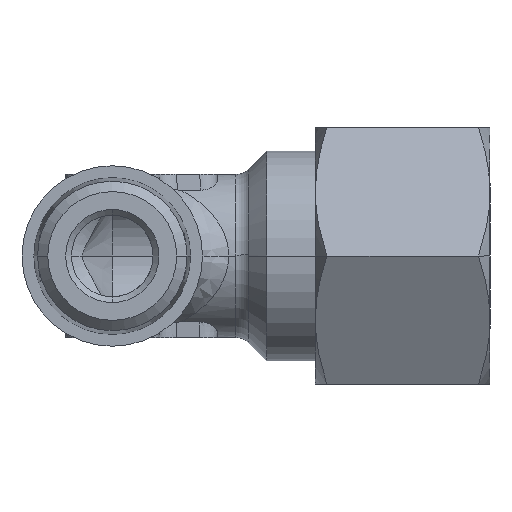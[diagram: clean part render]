
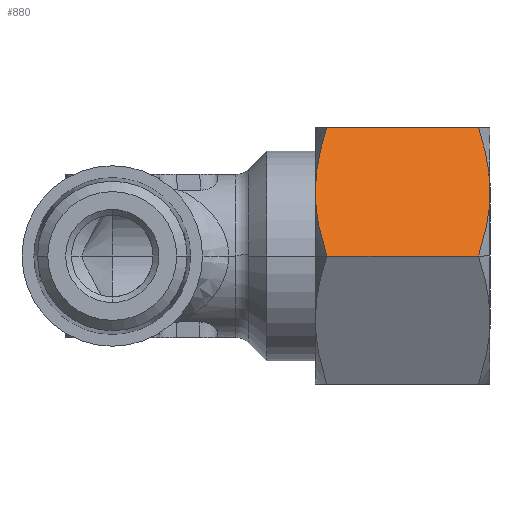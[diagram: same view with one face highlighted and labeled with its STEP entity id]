
A CAD part, front view. The second image highlights one B-rep face of the part: STEP entity #880.
In plain terms, the highlighted planar face has unit normal (0, -0.866, 0.5).
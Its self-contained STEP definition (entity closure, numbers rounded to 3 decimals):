
#880=ADVANCED_FACE('',(#1819),#1820,.T.);
#1819=FACE_OUTER_BOUND('',#3003,.T.);
#1820=PLANE('',#3004);
#3003=EDGE_LOOP('',(#5571,#5572,#5573,#5574,#5575,#5576));
#3004=AXIS2_PLACEMENT_3D('',#5577,#5578,#5579);
#5571=ORIENTED_EDGE('',*,*,#6921,.T.);
#5572=ORIENTED_EDGE('',*,*,#6716,.T.);
#5573=ORIENTED_EDGE('',*,*,#6571,.T.);
#5574=ORIENTED_EDGE('',*,*,#6946,.F.);
#5575=ORIENTED_EDGE('',*,*,#7138,.F.);
#5576=ORIENTED_EDGE('',*,*,#6324,.F.);
#5577=CARTESIAN_POINT('',(32.443,-12.702,0.0));
#5578=DIRECTION('',(0.0,-0.866,0.5));
#5579=DIRECTION('',(-1.0,0.0,0.0));
#6324=EDGE_CURVE('',#7638,#7640,#7641,.T.);
#6571=EDGE_CURVE('',#8044,#8046,#8048,.T.);
#6716=EDGE_CURVE('',#8270,#8044,#8272,.T.);
#6921=EDGE_CURVE('',#7638,#8270,#8550,.T.);
#6946=EDGE_CURVE('',#8579,#8046,#8581,.T.);
#7138=EDGE_CURVE('',#7640,#8579,#8807,.T.);
#7638=VERTEX_POINT('',#9658);
#7640=VERTEX_POINT('',#9669);
#7641=LINE('',#9670,#9671);
#8044=VERTEX_POINT('',#10403);
#8046=VERTEX_POINT('',#10414);
#8048=LINE('',#10425,#10426);
#8270=VERTEX_POINT('',#10754);
#8272=(B_SPLINE_CURVE(2,(#10757,#10758,#10759),.UNSPECIFIED.,.F.,.F.)B_SPLINE_CURVE_WITH_KNOTS((3,3),(-4.042,-2.591),.UNSPECIFIED.)RATIONAL_B_SPLINE_CURVE((2.26,2.26,2.097))BOUNDED_CURVE()REPRESENTATION_ITEM('')GEOMETRIC_REPRESENTATION_ITEM()CURVE());
#8550=(B_SPLINE_CURVE(2,(#11190,#11191,#11192),.UNSPECIFIED.,.F.,.F.)B_SPLINE_CURVE_WITH_KNOTS((3,3),(2.591,4.042),.UNSPECIFIED.)RATIONAL_B_SPLINE_CURVE((2.097,2.26,2.26))BOUNDED_CURVE()REPRESENTATION_ITEM('')GEOMETRIC_REPRESENTATION_ITEM()CURVE());
#8579=VERTEX_POINT('',#11255);
#8581=(B_SPLINE_CURVE(2,(#11258,#11259,#11260),.UNSPECIFIED.,.F.,.F.)B_SPLINE_CURVE_WITH_KNOTS((3,3),(-4.042,-2.591),.UNSPECIFIED.)RATIONAL_B_SPLINE_CURVE((2.26,2.26,2.097))BOUNDED_CURVE()REPRESENTATION_ITEM('')GEOMETRIC_REPRESENTATION_ITEM()CURVE());
#8807=(B_SPLINE_CURVE(2,(#11589,#11590,#11591),.UNSPECIFIED.,.F.,.F.)B_SPLINE_CURVE_WITH_KNOTS((3,3),(-5.492,-4.042),.UNSPECIFIED.)RATIONAL_B_SPLINE_CURVE((2.097,2.26,2.26))BOUNDED_CURVE()REPRESENTATION_ITEM('')GEOMETRIC_REPRESENTATION_ITEM()CURVE());
#9658=CARTESIAN_POINT('',(31.461,-12.702,0.0));
#9669=CARTESIAN_POINT('',(18.426,-12.702,0.0));
#9670=CARTESIAN_POINT('',(31.461,-12.702,0.0));
#9671=VECTOR('',#12013,13.035);
#10403=CARTESIAN_POINT('',(31.461,-6.351,11.0));
#10414=CARTESIAN_POINT('',(18.426,-6.351,11.0));
#10425=CARTESIAN_POINT('',(31.461,-6.351,11.0));
#10426=VECTOR('',#12327,13.035);
#10754=CARTESIAN_POINT('',(32.443,-9.526,5.5));
#10757=CARTESIAN_POINT('',(32.443,-9.526,5.5));
#10758=CARTESIAN_POINT('',(32.443,-8.053,8.053));
#10759=CARTESIAN_POINT('',(31.461,-6.351,11.));
#11190=CARTESIAN_POINT('',(31.461,-12.702,0.));
#11191=CARTESIAN_POINT('',(32.443,-11.,2.947));
#11192=CARTESIAN_POINT('',(32.443,-9.526,5.5));
#11255=CARTESIAN_POINT('',(17.443,-9.526,5.5));
#11258=CARTESIAN_POINT('',(17.443,-9.526,5.5));
#11259=CARTESIAN_POINT('',(17.443,-8.053,8.053));
#11260=CARTESIAN_POINT('',(18.426,-6.351,11.));
#11589=CARTESIAN_POINT('',(18.426,-12.702,0.));
#11590=CARTESIAN_POINT('',(17.443,-11.,2.947));
#11591=CARTESIAN_POINT('',(17.443,-9.526,5.5));
#12013=DIRECTION('',(-1.0,0.0,0.0));
#12327=DIRECTION('',(-1.0,0.0,0.0));
